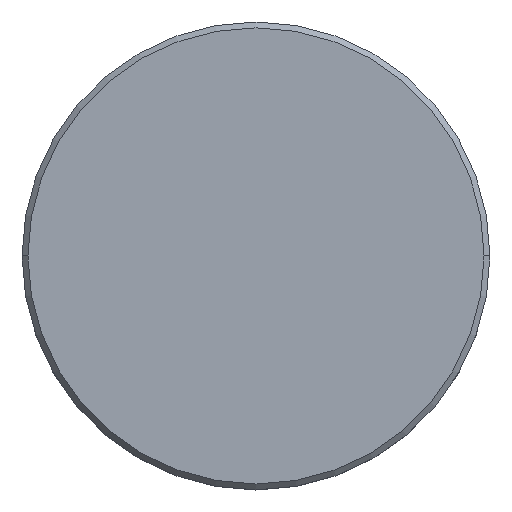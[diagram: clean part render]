
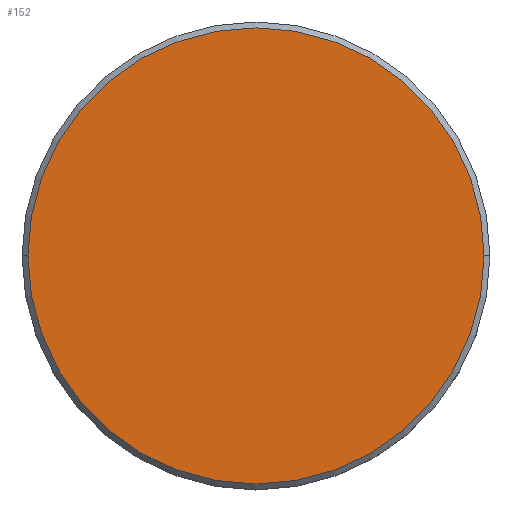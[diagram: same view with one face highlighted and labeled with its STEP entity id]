
A CAD part, top view. The second image highlights one B-rep face of the part: STEP entity #152.
In plain terms, the highlighted planar face has unit normal (0, 0, 1).
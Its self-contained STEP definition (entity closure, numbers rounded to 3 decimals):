
#24 = ORIENTED_EDGE ( 'NONE', *, *, #624, .T. ) ;
#95 = CARTESIAN_POINT ( 'NONE',  ( 19.5, 0., 0. ) ) ;
#137 = DIRECTION ( 'NONE',  ( 1., 0., 0. ) ) ;
#152 = ADVANCED_FACE ( 'NONE', ( #821 ), #922, .T. ) ;
#163 = VERTEX_POINT ( 'NONE', #95 ) ;
#181 = DIRECTION ( 'NONE',  ( 0., 0., 1. ) ) ;
#259 = AXIS2_PLACEMENT_3D ( 'NONE', #1164, #965, #137 ) ;
#320 = AXIS2_PLACEMENT_3D ( 'NONE', #447, #1168, #351 ) ;
#351 = DIRECTION ( 'NONE',  ( 1., 0., 0. ) ) ;
#447 = CARTESIAN_POINT ( 'NONE',  ( 0., 0., 0. ) ) ;
#542 = EDGE_CURVE ( 'NONE', #627, #163, #969, .T. ) ;
#624 = EDGE_CURVE ( 'NONE', #163, #627, #836, .T. ) ;
#627 = VERTEX_POINT ( 'NONE', #727 ) ;
#646 = DIRECTION ( 'NONE',  ( 1., 0., 0. ) ) ;
#727 = CARTESIAN_POINT ( 'NONE',  ( -19.5, 0., 0. ) ) ;
#821 = FACE_OUTER_BOUND ( 'NONE', #915, .T. ) ;
#836 = CIRCLE ( 'NONE', #320, 19.5 ) ;
#866 = ORIENTED_EDGE ( 'NONE', *, *, #542, .T. ) ;
#872 = AXIS2_PLACEMENT_3D ( 'NONE', #917, #181, #646 ) ;
#915 = EDGE_LOOP ( 'NONE', ( #866, #24 ) ) ;
#917 = CARTESIAN_POINT ( 'NONE',  ( 0., 0., 0. ) ) ;
#922 = PLANE ( 'NONE',  #872 ) ;
#965 = DIRECTION ( 'NONE',  ( 0., 0., 1. ) ) ;
#969 = CIRCLE ( 'NONE', #259, 19.5 ) ;
#1164 = CARTESIAN_POINT ( 'NONE',  ( 0., 0., 0. ) ) ;
#1168 = DIRECTION ( 'NONE',  ( 0., 0., 1. ) ) ;
